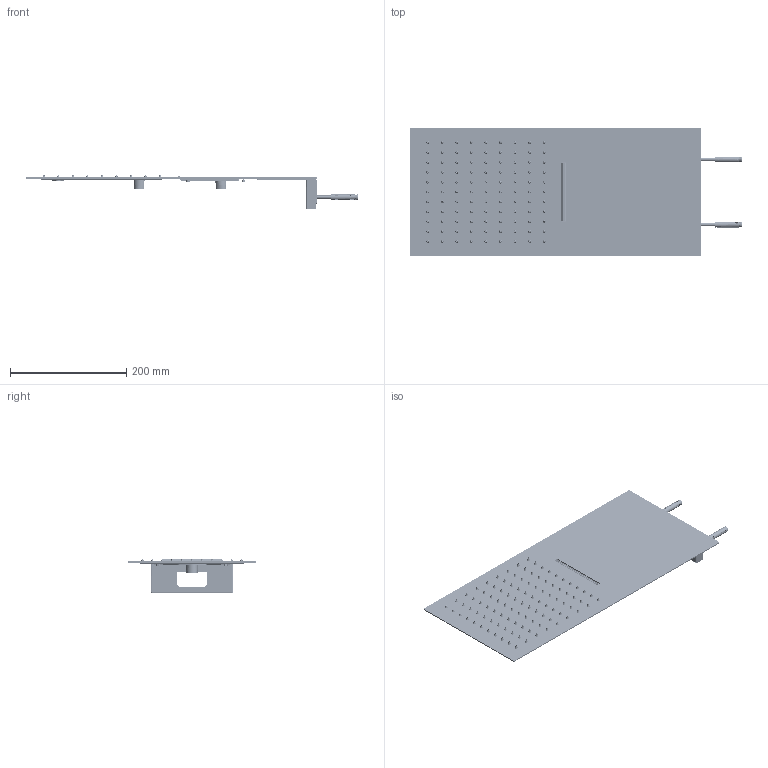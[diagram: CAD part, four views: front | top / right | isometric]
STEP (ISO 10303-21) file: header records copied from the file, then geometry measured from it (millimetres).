
FILE_DESCRIPTION(('STEP AP214'),'1');
FILE_NAME('Art.35101.stp','2023-06-12T05:47:22',(' '),(' '),'Spatial InterOp 3D',' ',' ');
FILE_SCHEMA(('AUTOMOTIVE_DESIGN { 1 0 10303 214 1 1 1 1 }'));
Length unit declared in the file: millimetre
Products named in the file (63): Art.35101; 23347; S.01019; S.00108; S.01017b; ASSEM1; S.01017; S.01017a; S.01030; S.00163; P.00201; T.RA013; S.00207; S.01006; S.00311; Logo; M.20996; M_20934; M_20933; M_20935; Gr ScC; 21855; S.00103; M_20938; 23064; P.00100; M_20962
Assembly tree (170 placements, depth 5):
  Art.35101
    23347
    S.01019  x2
      S.00108
      S.01017
        S.01017b
          ASSEM1
          S.01017b
        S.01017a
      S.01030
        ASSEM1
        (unnamed)
        (unnamed)
        (unnamed)
        S.01030
    S.00163  x2
    P.00201
      ASSEM1
      (unnamed)
      (unnamed)
      (unnamed)
      P.00201
    T.RA013
      ASSEM1
      T.RA013
    S.00207  x3
      ASSEM1
      S.00207
    S.01006  x3
    S.00311  x3
      ASSEM1
      (unnamed)
      (unnamed)
      (unnamed)
      (unnamed)
      (unnamed)
      (unnamed)
      (unnamed)
      (unnamed)
      (unnamed)
      (unnamed)
      (unnamed)
      S.00311
    Logo
    M.20996
      ASSEM1
      T.RA013
        ASSEM1
        T.RA013
      M_20934
      M_20933
      M_20935
    Gr ScC
      21855
      S.00103  x2
        ASSEM1
        S.00103
      M_20938
    23064
    P.00100  x99
Bounding box: 570.7 x 220 x 59.8 mm (x, y, z)
Volume: 340797.6 mm3; surface area: 603351.9 mm2
Topology: 135 solids, 135 shells, 3680 faces, 8921 edges, 5858 vertices
Faces by surface type: plane 1190, torus 1167, cylinder 924, extrusion 224, cone 149, sphere 20, bspline 6
Full cylindrical faces by diameter (mm): 0.4 x3, 1.5 x99, 1.7 x99, 2.5 x3, 3 x3, 3.1 x99, 3.3 x99, 4 x3, 4.3 x3, 4.4 x3, 4.8 x2, 5 x105, 6 x7, 6.5 x2, 7 x2, 7.6 x2, 8.4 x2, 8.566 x4, 8.8 x2, 9.8 x4, 10 x104, 10.4 x2, 11.5 x2, 12 x3, 13.9 x2, 14.1 x2, 14.9 x1, 15 x1, 16 x1, 20 x2
Entity records: 60854 total; most frequent: CARTESIAN_POINT 13379, ORIENTED_EDGE 6078, DIRECTION 6008, EDGE_CURVE 3039, AXIS2_PLACEMENT_3D 2098, VERTEX_POINT 2093, VECTOR 1812, EDGE_LOOP 1745
